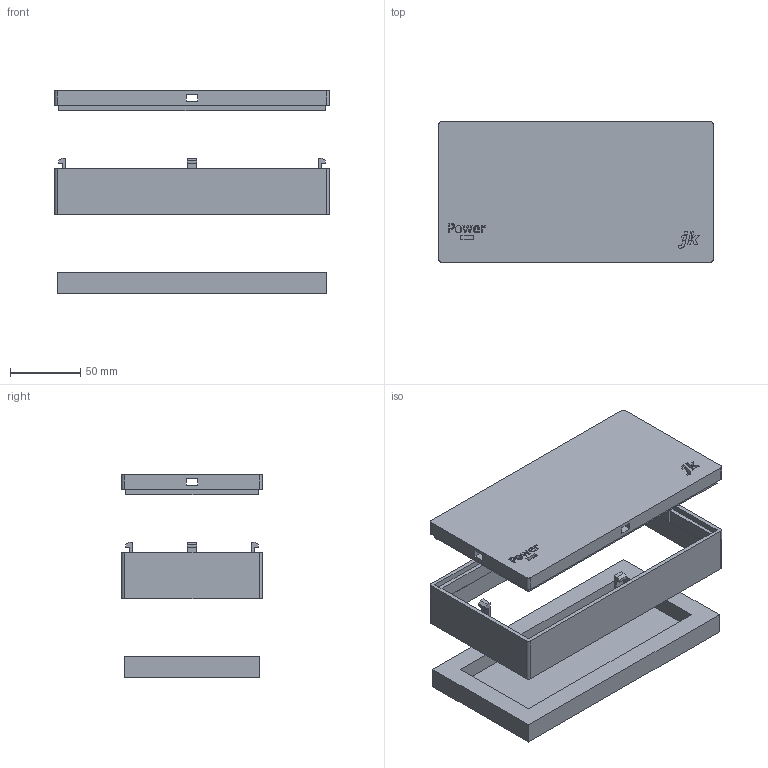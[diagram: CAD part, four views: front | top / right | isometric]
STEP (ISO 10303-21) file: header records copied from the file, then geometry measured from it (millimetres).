
FILE_DESCRIPTION(/* description */ (''),/* implementation_level */ '2;1');
FILE_NAME(/* name */ '827ccc24-195f-4389-84b4-1afffa332160.stp',/* time_stamp */ '2018-12-25T13:39:18+00:00',/* author */ (''),/* organization */ (''),/* preprocessor_version */ 'ST-DEVELOPER v17.2',/* originating_system */ 'Autodesk Translation Framework v7.6.0.251',/* authorisation */ '');
FILE_SCHEMA (('AUTOMOTIVE_DESIGN { 1 0 10303 214 3 1 1 }'));
Length unit declared in the file: millimetre
Products named in the file (6): Untitled; Component1; display; case; lid (1); bottom
Assembly tree (5 placements, depth 4):
  Untitled
    Component1
      display
      case
        lid (1)
        bottom
Bounding box: 195.62 x 100.1 x 144.12 mm (x, y, z)
Volume: 288332.3 mm3; surface area: 150266.6 mm2
Topology: 3 solids, 3 shells, 236 faces, 670 edges, 440 vertices
Faces by surface type: plane 170, bspline 58, cylinder 8
Entity records: 8298 total; most frequent: CARTESIAN_POINT 2343, ORIENTED_EDGE 1340, DIRECTION 948, EDGE_CURVE 670, LINE 538, VECTOR 538, VERTEX_POINT 440, EDGE_LOOP 264
